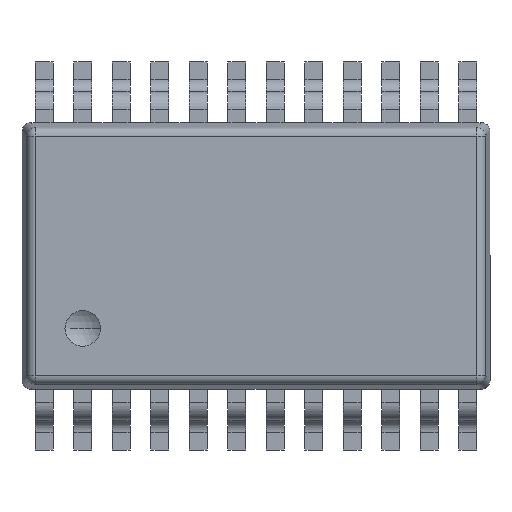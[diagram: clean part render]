
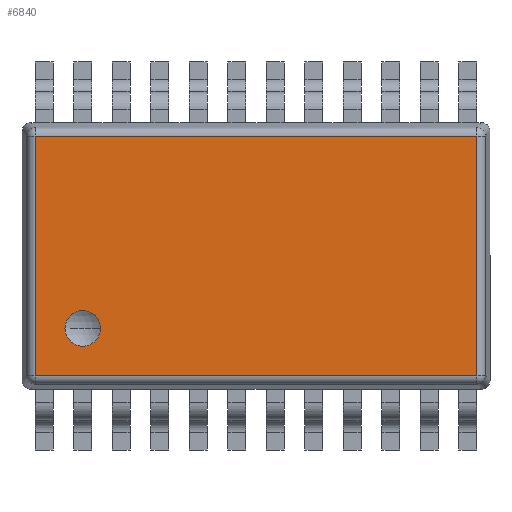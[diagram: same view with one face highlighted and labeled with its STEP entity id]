
A CAD part, top view. The second image highlights one B-rep face of the part: STEP entity #6840.
In plain terms, the highlighted planar face has unit normal (0, 0, 1).
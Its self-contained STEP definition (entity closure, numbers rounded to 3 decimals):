
#772 = EDGE_LOOP ( 'NONE', ( #2254, #10004, #7350, #4558 ) ) ;
#834 = LINE ( 'NONE', #10526, #8313 ) ;
#1122 = DIRECTION ( 'NONE',  ( 0., -1., 0. ) ) ;
#1266 = CIRCLE ( 'NONE', #4752, 0.3 ) ;
#1849 = LINE ( 'NONE', #7938, #9944 ) ;
#2092 = DIRECTION ( 'NONE',  ( 0., 1., 0. ) ) ;
#2122 = CARTESIAN_POINT ( 'NONE',  ( -3.072, -2.022, 1.2 ) ) ;
#2174 = CARTESIAN_POINT ( 'NONE',  ( 4.372, -2.022, 1.2 ) ) ;
#2254 = ORIENTED_EDGE ( 'NONE', *, *, #5401, .T. ) ;
#2273 = EDGE_LOOP ( 'NONE', ( #4286, #3490 ) ) ;
#2845 = EDGE_CURVE ( 'NONE', #8134, #5180, #10218, .T. ) ;
#3029 = AXIS2_PLACEMENT_3D ( 'NONE', #10524, #4705, #11526 ) ;
#3490 = ORIENTED_EDGE ( 'NONE', *, *, #8119, .F. ) ;
#3753 = EDGE_CURVE ( 'NONE', #6509, #11618, #5796, .T. ) ;
#4286 = ORIENTED_EDGE ( 'NONE', *, *, #3753, .F. ) ;
#4294 = CARTESIAN_POINT ( 'NONE',  ( -3.3, -2.25, 1.2 ) ) ;
#4472 = VECTOR ( 'NONE', #6517, 1000. ) ;
#4558 = ORIENTED_EDGE ( 'NONE', *, *, #5683, .T. ) ;
#4593 = FACE_OUTER_BOUND ( 'NONE', #772, .T. ) ;
#4705 = DIRECTION ( 'NONE',  ( 0., 0., 1. ) ) ;
#4752 = AXIS2_PLACEMENT_3D ( 'NONE', #5273, #12082, #6255 ) ;
#4782 = LINE ( 'NONE', #5555, #4472 ) ;
#5062 = VECTOR ( 'NONE', #1122, 1000. ) ;
#5180 = VERTEX_POINT ( 'NONE', #2122 ) ;
#5243 = PLANE ( 'NONE',  #9938 ) ;
#5273 = CARTESIAN_POINT ( 'NONE',  ( -2.275, -1.225, 1.2 ) ) ;
#5284 = DIRECTION ( 'NONE',  ( 1., 0., 0. ) ) ;
#5401 = EDGE_CURVE ( 'NONE', #7983, #8134, #4782, .T. ) ;
#5555 = CARTESIAN_POINT ( 'NONE',  ( -3.3, 2.022, 1.2 ) ) ;
#5636 = CARTESIAN_POINT ( 'NONE',  ( -1.975, -1.225, 1.2 ) ) ;
#5683 = EDGE_CURVE ( 'NONE', #7299, #7983, #1849, .T. ) ;
#5796 = CIRCLE ( 'NONE', #3029, 0.3 ) ;
#6255 = DIRECTION ( 'NONE',  ( 1., 0., 0. ) ) ;
#6509 = VERTEX_POINT ( 'NONE', #5636 ) ;
#6517 = DIRECTION ( 'NONE',  ( -1., 0., 0. ) ) ;
#6840 = ADVANCED_FACE ( 'NONE', ( #7193, #4593 ), #5243, .T. ) ;
#6988 = CARTESIAN_POINT ( 'NONE',  ( -3.072, -2.25, 1.2 ) ) ;
#7193 = FACE_BOUND ( 'NONE', #2273, .T. ) ;
#7299 = VERTEX_POINT ( 'NONE', #2174 ) ;
#7350 = ORIENTED_EDGE ( 'NONE', *, *, #11537, .T. ) ;
#7938 = CARTESIAN_POINT ( 'NONE',  ( 4.372, -2.25, 1.2 ) ) ;
#7983 = VERTEX_POINT ( 'NONE', #11875 ) ;
#8119 = EDGE_CURVE ( 'NONE', #11618, #6509, #1266, .T. ) ;
#8134 = VERTEX_POINT ( 'NONE', #8147 ) ;
#8147 = CARTESIAN_POINT ( 'NONE',  ( -3.072, 2.022, 1.2 ) ) ;
#8313 = VECTOR ( 'NONE', #9536, 1000. ) ;
#8734 = CARTESIAN_POINT ( 'NONE',  ( -2.575, -1.225, 1.2 ) ) ;
#9536 = DIRECTION ( 'NONE',  ( 1., 0., 0. ) ) ;
#9938 = AXIS2_PLACEMENT_3D ( 'NONE', #4294, #11103, #5284 ) ;
#9944 = VECTOR ( 'NONE', #2092, 1000. ) ;
#10004 = ORIENTED_EDGE ( 'NONE', *, *, #2845, .T. ) ;
#10218 = LINE ( 'NONE', #6988, #5062 ) ;
#10524 = CARTESIAN_POINT ( 'NONE',  ( -2.275, -1.225, 1.2 ) ) ;
#10526 = CARTESIAN_POINT ( 'NONE',  ( -3.3, -2.022, 1.2 ) ) ;
#11103 = DIRECTION ( 'NONE',  ( 0., 0., 1. ) ) ;
#11526 = DIRECTION ( 'NONE',  ( 1., 0., 0. ) ) ;
#11537 = EDGE_CURVE ( 'NONE', #5180, #7299, #834, .T. ) ;
#11618 = VERTEX_POINT ( 'NONE', #8734 ) ;
#11875 = CARTESIAN_POINT ( 'NONE',  ( 4.372, 2.022, 1.2 ) ) ;
#12082 = DIRECTION ( 'NONE',  ( 0., 0., 1. ) ) ;
